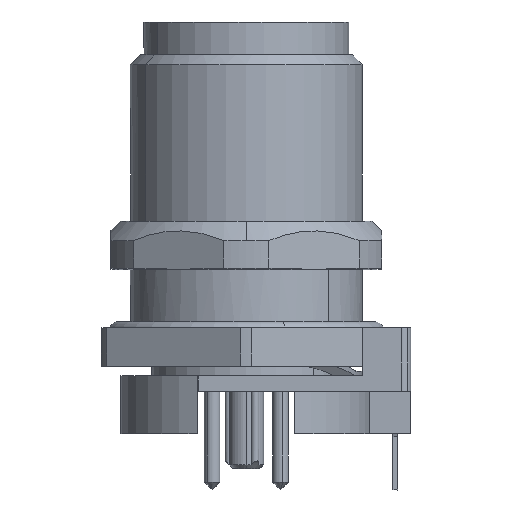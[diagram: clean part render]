
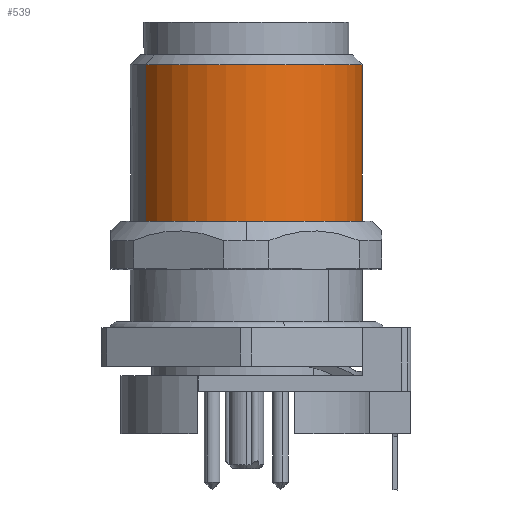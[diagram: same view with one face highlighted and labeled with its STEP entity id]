
A CAD part, left-side view. The second image highlights one B-rep face of the part: STEP entity #539.
In plain terms, the highlighted cylindrical face has radius 6 mm (diameter 12 mm), a partial arc.
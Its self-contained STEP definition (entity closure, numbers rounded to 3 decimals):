
#482=AXIS2_PLACEMENT_3D('Circle Axis2P3D',#480,#481,$) ;
#512=AXIS2_PLACEMENT_3D('Cylinder Axis2P3D',#509,#510,#511) ;
#523=AXIS2_PLACEMENT_3D('Circle Axis2P3D',#521,#522,$) ;
#470=CARTESIAN_POINT('Vertex',(11.5,3.304,22.)) ;
#477=CARTESIAN_POINT('Vertex',(5.5,13.696,22.)) ;
#480=CARTESIAN_POINT('Axis2P3D Location',(8.5,8.5,22.)) ;
#509=CARTESIAN_POINT('Axis2P3D Location',(8.5,8.5,15.45)) ;
#514=CARTESIAN_POINT('Line Origine',(5.5,13.696,15.45)) ;
#518=CARTESIAN_POINT('Vertex',(5.5,13.696,13.9)) ;
#521=CARTESIAN_POINT('Axis2P3D Location',(8.5,8.5,13.9)) ;
#525=CARTESIAN_POINT('Vertex',(11.5,3.304,13.9)) ;
#528=CARTESIAN_POINT('Line Origine',(11.5,3.304,15.45)) ;
#481=DIRECTION('Axis2P3D Direction',(0.,0.,-1.)) ;
#510=DIRECTION('Axis2P3D Direction',(0.,0.,1.)) ;
#511=DIRECTION('Axis2P3D XDirection',(-0.5,0.866,0.)) ;
#515=DIRECTION('Vector Direction',(0.,0.,1.)) ;
#522=DIRECTION('Axis2P3D Direction',(0.,0.,1.)) ;
#529=DIRECTION('Vector Direction',(0.,0.,1.)) ;
#516=VECTOR('Line Direction',#515,1.) ;
#530=VECTOR('Line Direction',#529,1.) ;
#534=ORIENTED_EDGE('',*,*,#520,.T.) ;
#535=ORIENTED_EDGE('',*,*,#527,.F.) ;
#536=ORIENTED_EDGE('',*,*,#532,.T.) ;
#537=ORIENTED_EDGE('',*,*,#484,.F.) ;
#539=ADVANCED_FACE('V1',(#538),#513,.T.) ;
#483=CIRCLE('generated circle',#482,6.) ;
#524=CIRCLE('generated circle',#523,6.) ;
#513=CYLINDRICAL_SURFACE('generated cylinder',#512,6.) ;
#484=EDGE_CURVE('',#478,#471,#483,.F.) ;
#520=EDGE_CURVE('',#478,#519,#517,.F.) ;
#527=EDGE_CURVE('',#526,#519,#524,.F.) ;
#532=EDGE_CURVE('',#526,#471,#531,.T.) ;
#533=EDGE_LOOP('',(#534,#535,#536,#537)) ;
#538=FACE_OUTER_BOUND('',#533,.T.) ;
#517=LINE('Line',#514,#516) ;
#531=LINE('Line',#528,#530) ;
#471=VERTEX_POINT('',#470) ;
#478=VERTEX_POINT('',#477) ;
#519=VERTEX_POINT('',#518) ;
#526=VERTEX_POINT('',#525) ;
